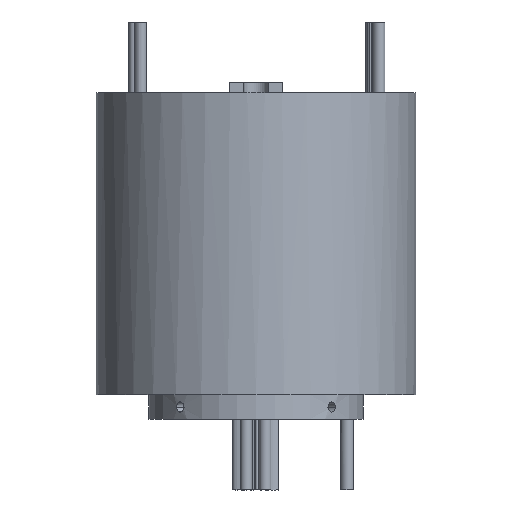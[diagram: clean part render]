
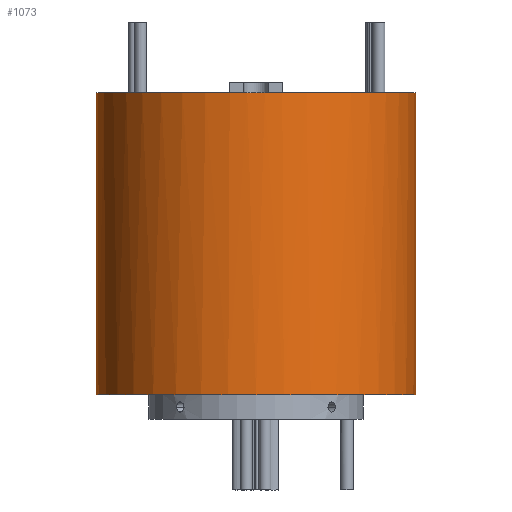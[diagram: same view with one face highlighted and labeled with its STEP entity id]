
A CAD part, front view. The second image highlights one B-rep face of the part: STEP entity #1073.
In plain terms, the highlighted cylindrical face has radius 79 mm (diameter 158 mm), a partial arc.
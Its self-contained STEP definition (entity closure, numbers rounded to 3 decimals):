
#35 = FACE_OUTER_BOUND ( 'NONE', #717, .T. ) ;
#43 = DIRECTION ( 'NONE',  ( 1., 0., 0. ) ) ;
#52 = DIRECTION ( 'NONE',  ( 0., 0., 1. ) ) ;
#57 = CARTESIAN_POINT ( 'NONE',  ( 0., 0., 161.2 ) ) ;
#96 = VECTOR ( 'NONE', #156, 1000. ) ;
#144 = CARTESIAN_POINT ( 'NONE',  ( 79., 0., 161.2 ) ) ;
#156 = DIRECTION ( 'NONE',  ( 0., 0., -1. ) ) ;
#221 = VERTEX_POINT ( 'NONE', #4582 ) ;
#368 = CARTESIAN_POINT ( 'NONE',  ( -79., 0., 161.2 ) ) ;
#498 = VERTEX_POINT ( 'NONE', #3432 ) ;
#568 = DIRECTION ( 'NONE',  ( 0., 0., -1. ) ) ;
#641 = CARTESIAN_POINT ( 'NONE',  ( 0., 0., 161.2 ) ) ;
#667 = EDGE_CURVE ( 'NONE', #498, #5277, #1656, .T. ) ;
#691 = DIRECTION ( 'NONE',  ( -1., 0., 0. ) ) ;
#717 = EDGE_LOOP ( 'NONE', ( #2931, #1032, #3525, #901, #2985, #3472 ) ) ;
#896 = CARTESIAN_POINT ( 'NONE',  ( 79., 0., 12. ) ) ;
#901 = ORIENTED_EDGE ( 'NONE', *, *, #1669, .F. ) ;
#1007 = VERTEX_POINT ( 'NONE', #896 ) ;
#1032 = ORIENTED_EDGE ( 'NONE', *, *, #1177, .F. ) ;
#1073 = ADVANCED_FACE ( 'NONE', ( #35 ), #1923, .T. ) ;
#1177 = EDGE_CURVE ( 'NONE', #5277, #4987, #1786, .T. ) ;
#1353 = VERTEX_POINT ( 'NONE', #5434 ) ;
#1563 = CIRCLE ( 'NONE', #3200, 79. ) ;
#1607 = AXIS2_PLACEMENT_3D ( 'NONE', #2471, #2453, #2440 ) ;
#1656 = CIRCLE ( 'NONE', #1607, 79. ) ;
#1669 = EDGE_CURVE ( 'NONE', #1353, #498, #5241, .T. ) ;
#1754 = AXIS2_PLACEMENT_3D ( 'NONE', #3489, #3478, #3471 ) ;
#1786 = CIRCLE ( 'NONE', #1975, 79. ) ;
#1841 = CARTESIAN_POINT ( 'NONE',  ( 0., 0., 12. ) ) ;
#1923 = CYLINDRICAL_SURFACE ( 'NONE', #5569, 79. ) ;
#1966 = VECTOR ( 'NONE', #5552, 1000. ) ;
#1975 = AXIS2_PLACEMENT_3D ( 'NONE', #57, #52, #43 ) ;
#2271 = EDGE_CURVE ( 'NONE', #4987, #1007, #2409, .T. ) ;
#2296 = DIRECTION ( 'NONE',  ( 1., 0., 0. ) ) ;
#2409 = LINE ( 'NONE', #144, #96 ) ;
#2440 = DIRECTION ( 'NONE',  ( 1., 0., 0. ) ) ;
#2453 = DIRECTION ( 'NONE',  ( 0., 0., 1. ) ) ;
#2471 = CARTESIAN_POINT ( 'NONE',  ( 0., 0., 161.2 ) ) ;
#2689 = CARTESIAN_POINT ( 'NONE',  ( 79., 0., 161.2 ) ) ;
#2931 = ORIENTED_EDGE ( 'NONE', *, *, #2271, .F. ) ;
#2985 = ORIENTED_EDGE ( 'NONE', *, *, #4013, .T. ) ;
#3144 = LINE ( 'NONE', #368, #1966 ) ;
#3200 = AXIS2_PLACEMENT_3D ( 'NONE', #1841, #4877, #2296 ) ;
#3432 = CARTESIAN_POINT ( 'NONE',  ( -13., -77.923, 161.2 ) ) ;
#3471 = DIRECTION ( 'NONE',  ( 1., 0., 0. ) ) ;
#3472 = ORIENTED_EDGE ( 'NONE', *, *, #5057, .T. ) ;
#3478 = DIRECTION ( 'NONE',  ( 0., 0., 1. ) ) ;
#3489 = CARTESIAN_POINT ( 'NONE',  ( 0., 0., 161.2 ) ) ;
#3525 = ORIENTED_EDGE ( 'NONE', *, *, #667, .F. ) ;
#3748 = CARTESIAN_POINT ( 'NONE',  ( 13., -77.923, 161.2 ) ) ;
#4013 = EDGE_CURVE ( 'NONE', #1353, #221, #3144, .T. ) ;
#4582 = CARTESIAN_POINT ( 'NONE',  ( -79., 0., 12. ) ) ;
#4877 = DIRECTION ( 'NONE',  ( 0., 0., 1. ) ) ;
#4987 = VERTEX_POINT ( 'NONE', #2689 ) ;
#5057 = EDGE_CURVE ( 'NONE', #221, #1007, #1563, .T. ) ;
#5241 = CIRCLE ( 'NONE', #1754, 79. ) ;
#5277 = VERTEX_POINT ( 'NONE', #3748 ) ;
#5434 = CARTESIAN_POINT ( 'NONE',  ( -79., 0., 161.2 ) ) ;
#5552 = DIRECTION ( 'NONE',  ( 0., 0., -1. ) ) ;
#5569 = AXIS2_PLACEMENT_3D ( 'NONE', #641, #568, #691 ) ;
